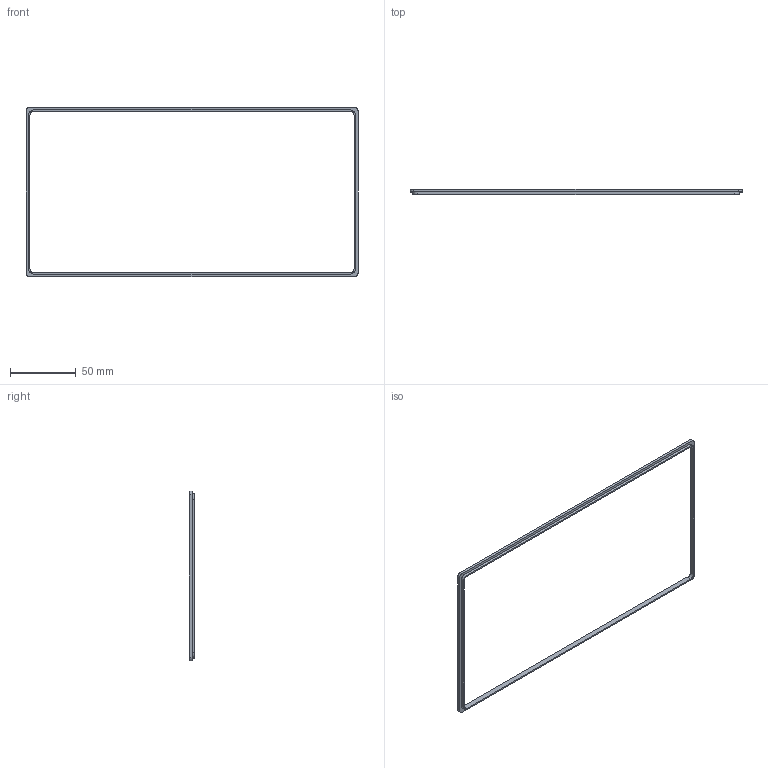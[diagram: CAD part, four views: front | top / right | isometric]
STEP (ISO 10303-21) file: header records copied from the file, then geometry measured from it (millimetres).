
FILE_DESCRIPTION (( 'STEP AP214' ), '1' );
FILE_NAME ('CFV5_SCase_Silo_Seal.STEP', '2025-01-11T16:49:19', ( '' ), ( '' ), 'SwSTEP 2.0', 'SolidWorks 2025', '' );
FILE_SCHEMA (( 'AUTOMOTIVE_DESIGN' ));
Length unit declared in the file: millimetre
Products named in the file (1): CFV5_SCase_Silo_Seal
Bounding box: 251.6 x 4 x 128.6 mm (x, y, z)
Volume: 5933.4 mm3; surface area: 10348.6 mm2
Topology: 1 solids, 1 shells, 31 faces, 81 edges, 53 vertices
Faces by surface type: plane 15, cylinder 13, torus 3
Entity records: 998 total; most frequent: CARTESIAN_POINT 180, DIRECTION 173, ORIENTED_EDGE 162, EDGE_CURVE 81, AXIS2_PLACEMENT_3D 62, VERTEX_POINT 53, VECTOR 49, LINE 49
